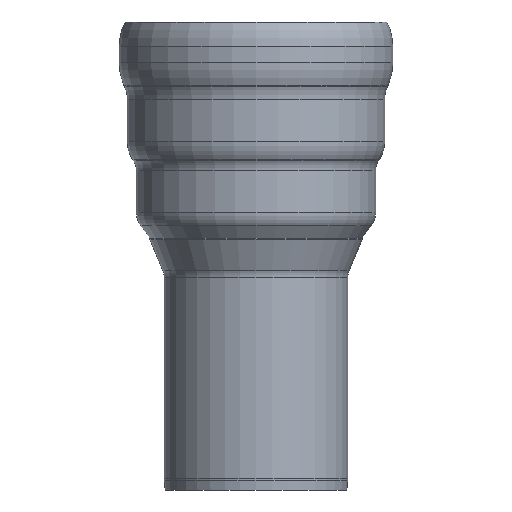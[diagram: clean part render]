
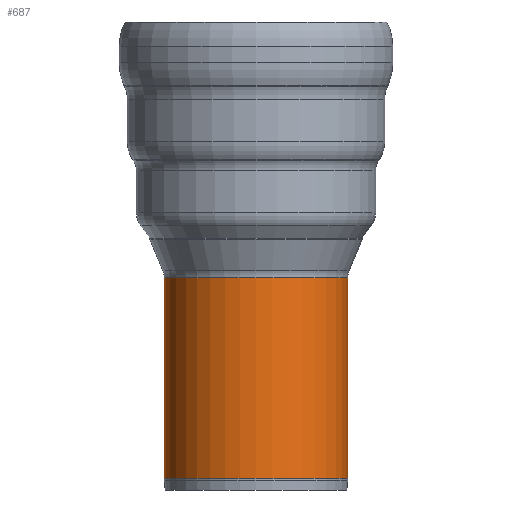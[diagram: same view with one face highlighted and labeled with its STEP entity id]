
A CAD part, front view. The second image highlights one B-rep face of the part: STEP entity #687.
In plain terms, the highlighted cylindrical face has radius 510 mm (diameter 1020 mm), a full revolution.
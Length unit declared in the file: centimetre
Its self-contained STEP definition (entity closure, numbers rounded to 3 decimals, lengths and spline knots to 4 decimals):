
#28=CYLINDRICAL_SURFACE('',#796,51.);
#44=LINE('',#1272,#66);
#66=VECTOR('',#1039,51.);
#115=FACE_OUTER_BOUND('',#153,.T.);
#153=EDGE_LOOP('',(#586,#587,#588,#589,#590,#591));
#226=CIRCLE('',#791,51.);
#230=CIRCLE('',#795,51.);
#231=CIRCLE('',#797,51.);
#232=CIRCLE('',#798,51.);
#300=VERTEX_POINT('',#1258);
#301=VERTEX_POINT('',#1259);
#304=VERTEX_POINT('',#1268);
#305=VERTEX_POINT('',#1269);
#396=EDGE_CURVE('',#300,#301,#226,.T.);
#400=EDGE_CURVE('',#301,#300,#230,.T.);
#401=EDGE_CURVE('',#304,#305,#231,.T.);
#402=EDGE_CURVE('',#305,#304,#232,.T.);
#403=EDGE_CURVE('',#305,#300,#44,.T.);
#586=ORIENTED_EDGE('',*,*,#401,.F.);
#587=ORIENTED_EDGE('',*,*,#402,.F.);
#588=ORIENTED_EDGE('',*,*,#403,.T.);
#589=ORIENTED_EDGE('',*,*,#400,.F.);
#590=ORIENTED_EDGE('',*,*,#396,.F.);
#591=ORIENTED_EDGE('',*,*,#403,.F.);
#687=ADVANCED_FACE('',(#115),#28,.T.);
#791=AXIS2_PLACEMENT_3D('',#1260,#1023,#1024);
#795=AXIS2_PLACEMENT_3D('',#1266,#1031,#1032);
#796=AXIS2_PLACEMENT_3D('',#1267,#1033,#1034);
#797=AXIS2_PLACEMENT_3D('',#1270,#1035,#1036);
#798=AXIS2_PLACEMENT_3D('',#1271,#1037,#1038);
#1023=DIRECTION('center_axis',(0.,0.,
-1.));
#1024=DIRECTION('ref_axis',(-1.,0.,0.));
#1031=DIRECTION('center_axis',(0.,0.,
-1.));
#1032=DIRECTION('ref_axis',(-1.,0.,0.));
#1033=DIRECTION('center_axis',(0.,0.,
1.));
#1034=DIRECTION('ref_axis',(1.,0.,0.));
#1035=DIRECTION('center_axis',(0.,0.,
1.));
#1036=DIRECTION('ref_axis',(-1.,0.,0.));
#1037=DIRECTION('center_axis',(0.,0.,
1.));
#1038=DIRECTION('ref_axis',(-1.,0.,0.));
#1039=DIRECTION('',(0.,0.,-1.));
#1258=CARTESIAN_POINT('',(-51.,0.,6.5823));
#1259=CARTESIAN_POINT('',(0.,-51.,6.5823));
#1260=CARTESIAN_POINT('Origin',(0.,0.,
6.5823));
#1266=CARTESIAN_POINT('Origin',(0.,0.,
6.5823));
#1267=CARTESIAN_POINT('Origin',(0.,0.,
63.));
#1268=CARTESIAN_POINT('',(0.,-51.,118.0031));
#1269=CARTESIAN_POINT('',(-51.,0.,118.0031));
#1270=CARTESIAN_POINT('Origin',(0.,0.,
118.0031));
#1271=CARTESIAN_POINT('Origin',(0.,0.,
118.0031));
#1272=CARTESIAN_POINT('',(-51.,0.,63.));
